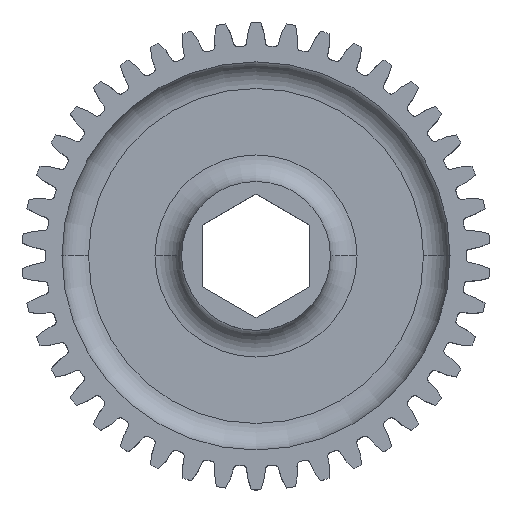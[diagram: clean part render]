
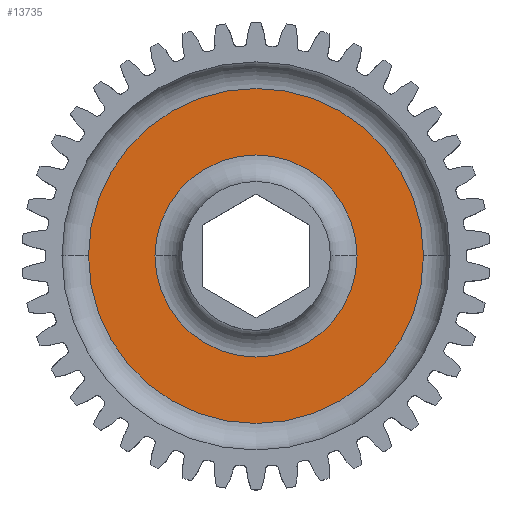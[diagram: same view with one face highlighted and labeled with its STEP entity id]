
A CAD part, top view. The second image highlights one B-rep face of the part: STEP entity #13735.
In plain terms, the highlighted planar face has unit normal (0, 0, 1).
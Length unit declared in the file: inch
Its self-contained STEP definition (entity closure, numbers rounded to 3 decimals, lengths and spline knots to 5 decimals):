
#311 = DIRECTION ( 'NONE',  ( 1., 0., 0. ) ) ;
#874 = PLANE ( 'NONE',  #15826 ) ;
#917 = VERTEX_POINT ( 'NONE', #6575 ) ;
#975 = EDGE_LOOP ( 'NONE', ( #10211, #6916 ) ) ;
#2188 = DIRECTION ( 'NONE',  ( 1., 0., 0. ) ) ;
#2237 = CIRCLE ( 'NONE', #6588, 0.7875 ) ;
#2652 = AXIS2_PLACEMENT_3D ( 'NONE', #16155, #8237, #311 ) ;
#2811 = EDGE_CURVE ( 'NONE', #8563, #10493, #9261, .T. ) ;
#3032 = EDGE_CURVE ( 'NONE', #10493, #8563, #2237, .T. ) ;
#3578 = FACE_OUTER_BOUND ( 'NONE', #975, .T. ) ;
#3755 = CIRCLE ( 'NONE', #6195, 0.475 ) ;
#5442 = CARTESIAN_POINT ( 'NONE',  ( -0.7875, 0., 0.045 ) ) ;
#5459 = CIRCLE ( 'NONE', #2652, 0.475 ) ;
#6195 = AXIS2_PLACEMENT_3D ( 'NONE', #14104, #11547, #12650 ) ;
#6261 = FACE_BOUND ( 'NONE', #9035, .T. ) ;
#6575 = CARTESIAN_POINT ( 'NONE',  ( -0.475, 0., 0.045 ) ) ;
#6588 = AXIS2_PLACEMENT_3D ( 'NONE', #15691, #7881, #9088 ) ;
#6898 = VERTEX_POINT ( 'NONE', #13748 ) ;
#6916 = ORIENTED_EDGE ( 'NONE', *, *, #2811, .T. ) ;
#7881 = DIRECTION ( 'NONE',  ( 0., 0., 1. ) ) ;
#7994 = ORIENTED_EDGE ( 'NONE', *, *, #17105, .T. ) ;
#8125 = EDGE_CURVE ( 'NONE', #6898, #917, #3755, .T. ) ;
#8237 = DIRECTION ( 'NONE',  ( 0., 0., -1. ) ) ;
#8563 = VERTEX_POINT ( 'NONE', #5442 ) ;
#8843 = CARTESIAN_POINT ( 'NONE',  ( 0., 0., 0.045 ) ) ;
#9035 = EDGE_LOOP ( 'NONE', ( #16840, #7994 ) ) ;
#9088 = DIRECTION ( 'NONE',  ( 1., 0., 0. ) ) ;
#9261 = CIRCLE ( 'NONE', #12476, 0.7875 ) ;
#9674 = CARTESIAN_POINT ( 'NONE',  ( 0., 0., 0.045 ) ) ;
#10211 = ORIENTED_EDGE ( 'NONE', *, *, #3032, .T. ) ;
#10493 = VERTEX_POINT ( 'NONE', #11952 ) ;
#11547 = DIRECTION ( 'NONE',  ( 0., 0., -1. ) ) ;
#11952 = CARTESIAN_POINT ( 'NONE',  ( 0.7875, 0., 0.045 ) ) ;
#12276 = DIRECTION ( 'NONE',  ( 0., 0., 1. ) ) ;
#12476 = AXIS2_PLACEMENT_3D ( 'NONE', #9674, #12276, #15053 ) ;
#12650 = DIRECTION ( 'NONE',  ( 1., 0., 0. ) ) ;
#13735 = ADVANCED_FACE ( 'NONE', ( #3578, #6261 ), #874, .T. ) ;
#13748 = CARTESIAN_POINT ( 'NONE',  ( 0.475, 0., 0.045 ) ) ;
#14104 = CARTESIAN_POINT ( 'NONE',  ( 0., 0., 0.045 ) ) ;
#15053 = DIRECTION ( 'NONE',  ( 1., 0., 0. ) ) ;
#15489 = DIRECTION ( 'NONE',  ( 0., 0., 1. ) ) ;
#15691 = CARTESIAN_POINT ( 'NONE',  ( 0., 0., 0.045 ) ) ;
#15826 = AXIS2_PLACEMENT_3D ( 'NONE', #8843, #15489, #2188 ) ;
#16155 = CARTESIAN_POINT ( 'NONE',  ( 0., 0., 0.045 ) ) ;
#16840 = ORIENTED_EDGE ( 'NONE', *, *, #8125, .T. ) ;
#17105 = EDGE_CURVE ( 'NONE', #917, #6898, #5459, .T. ) ;
